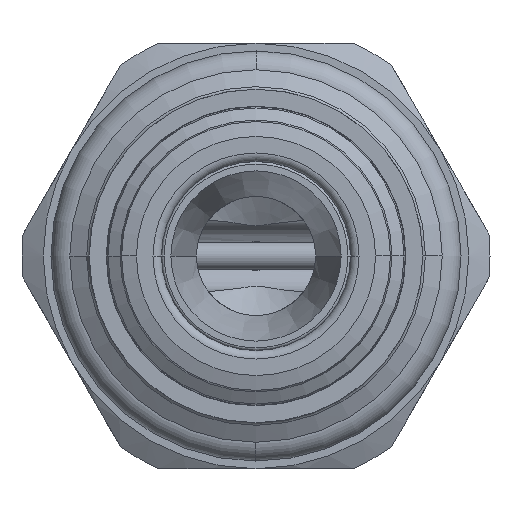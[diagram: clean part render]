
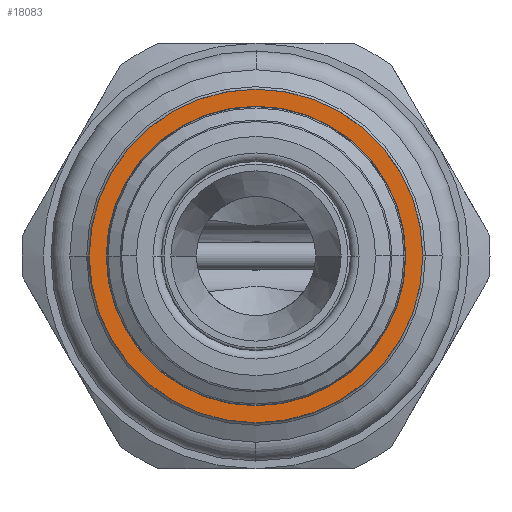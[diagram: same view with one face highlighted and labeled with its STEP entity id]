
A CAD part, front view. The second image highlights one B-rep face of the part: STEP entity #18083.
In plain terms, the highlighted planar face has unit normal (0, -1, 0).
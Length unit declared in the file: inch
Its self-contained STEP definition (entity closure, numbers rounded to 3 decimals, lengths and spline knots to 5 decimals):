
#5828=CARTESIAN_POINT('',(0.,0.,0.));
#5829=DIRECTION('',(0.,1.,0.));
#5830=DIRECTION('',(1.,0.,0.));
#5831=AXIS2_PLACEMENT_3D('',#5828,#5829,#5830);
#5833=CARTESIAN_POINT('',(0.,0.,0.));
#5834=DIRECTION('',(0.,1.,0.));
#5835=DIRECTION('',(-1.,0.,0.));
#5836=AXIS2_PLACEMENT_3D('',#5833,#5834,#5835);
#5838=CARTESIAN_POINT('',(0.,0.,0.));
#5839=DIRECTION('',(0.,-1.,0.));
#5840=DIRECTION('',(1.,0.,0.));
#5841=AXIS2_PLACEMENT_3D('',#5838,#5839,#5840);
#5843=CARTESIAN_POINT('',(0.,0.,0.));
#5844=DIRECTION('',(0.,-1.,0.));
#5845=DIRECTION('',(-1.,0.,0.));
#5846=AXIS2_PLACEMENT_3D('',#5843,#5844,#5845);
#10433=CARTESIAN_POINT('',(0.34646,0.,0.));
#10435=VERTEX_POINT('',#10433);
#10436=CARTESIAN_POINT('',(-0.34646,0.,0.));
#10437=VERTEX_POINT('',#10436);
#10440=CARTESIAN_POINT('',(0.38583,0.,0.));
#10441=CARTESIAN_POINT('',(-0.38583,0.,0.));
#10442=VERTEX_POINT('',#10440);
#10443=VERTEX_POINT('',#10441);
#18068=CARTESIAN_POINT('',(0.,0.,0.));
#18069=DIRECTION('',(0.,-1.,0.));
#18070=DIRECTION('',(-1.,0.,0.));
#18071=AXIS2_PLACEMENT_3D('',#18068,#18069,#18070);
#18072=PLANE('384',#18071);
#18073=ORIENTED_EDGE('1163',*,*,#18016,.T.);
#18074=ORIENTED_EDGE('1164',*,*,#18033,.T.);
#18075=EDGE_LOOP('384',(#18073,#18074));
#18076=FACE_OUTER_BOUND('384',#18075,.F.);
#18078=ORIENTED_EDGE('1162',*,*,#18077,.T.);
#18080=ORIENTED_EDGE('1160',*,*,#18079,.T.);
#18081=EDGE_LOOP('384',(#18078,#18080));
#18082=FACE_BOUND('384',#18081,.F.);
#5832=CIRCLE('1163',#5831,0.38583);
#5837=CIRCLE('1164',#5836,0.38583);
#5842=CIRCLE('1162',#5841,0.34646);
#5847=CIRCLE('1160',#5846,0.34646);
#18016=EDGE_CURVE('1163',#10442,#10443,#5832,.T.);
#18033=EDGE_CURVE('1164',#10443,#10442,#5837,.T.);
#18077=EDGE_CURVE('1162',#10435,#10437,#5842,.T.);
#18079=EDGE_CURVE('1160',#10437,#10435,#5847,.T.);
#18083=ADVANCED_FACE('384',(#18076,#18082),#18072,.T.);
